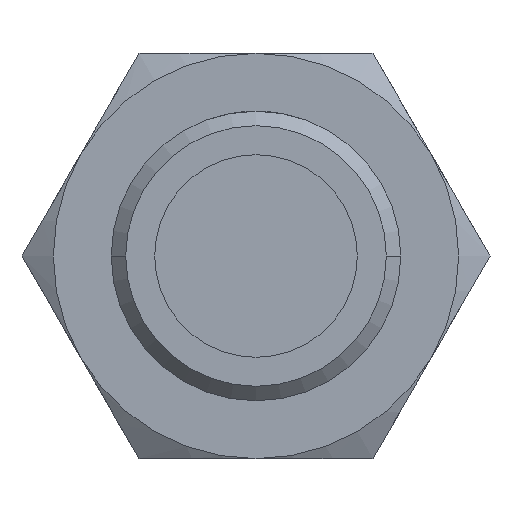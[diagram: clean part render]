
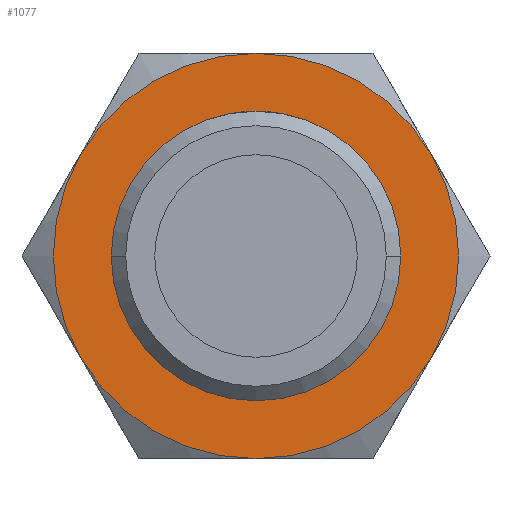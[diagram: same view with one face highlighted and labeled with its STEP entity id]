
A CAD part, front view. The second image highlights one B-rep face of the part: STEP entity #1077.
In plain terms, the highlighted planar face has unit normal (0, -1, 0).
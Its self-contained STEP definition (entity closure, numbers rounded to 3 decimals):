
#33=CARTESIAN_POINT('',(0.,-15.,0.));
#34=DIRECTION('',(0.,1.,0.));
#35=DIRECTION('',(-1.,0.,0.));
#36=AXIS2_PLACEMENT_3D('',#33,#34,#35);
#46=CARTESIAN_POINT('',(0.,-15.,0.));
#47=DIRECTION('',(0.,-1.,0.));
#48=DIRECTION('',(0.,0.,-1.));
#49=AXIS2_PLACEMENT_3D('',#46,#47,#48);
#51=CARTESIAN_POINT('',(0.,-15.,0.));
#52=DIRECTION('',(0.,-1.,0.));
#53=DIRECTION('',(-0.866,0.,-0.5));
#54=AXIS2_PLACEMENT_3D('',#51,#52,#53);
#56=CARTESIAN_POINT('',(0.,-15.,0.));
#57=DIRECTION('',(0.,-1.,0.));
#58=DIRECTION('',(0.,0.,1.));
#59=AXIS2_PLACEMENT_3D('',#56,#57,#58);
#61=CARTESIAN_POINT('',(0.,-15.,0.));
#62=DIRECTION('',(0.,-1.,0.));
#63=DIRECTION('',(0.866,0.,0.5));
#64=AXIS2_PLACEMENT_3D('',#61,#62,#63);
#66=CARTESIAN_POINT('',(0.,-15.,0.));
#67=DIRECTION('',(0.,-1.,0.));
#68=DIRECTION('',(0.866,0.,-0.5));
#69=AXIS2_PLACEMENT_3D('',#66,#67,#68);
#82=CARTESIAN_POINT('',(3.031,-15.,-1.75));
#106=CARTESIAN_POINT('',(0.,-15.,3.5));
#132=CARTESIAN_POINT('',(-3.031,-15.,1.75));
#158=CARTESIAN_POINT('',(-3.031,-15.,-1.75));
#171=CARTESIAN_POINT('',(0.,-15.,0.));
#172=DIRECTION('',(0.,-1.,0.));
#173=DIRECTION('',(-0.866,0.,0.5));
#174=AXIS2_PLACEMENT_3D('',#171,#172,#173);
#200=CARTESIAN_POINT('',(0.,-15.,-3.5));
#770=CARTESIAN_POINT('',(0.,-15.,0.));
#771=DIRECTION('',(0.,1.,0.));
#772=DIRECTION('',(1.,0.,0.));
#773=AXIS2_PLACEMENT_3D('',#770,#771,#772);
#994=VERTEX_POINT('',#82);
#997=VERTEX_POINT('',#158);
#999=VERTEX_POINT('',#106);
#1000=CARTESIAN_POINT('',(3.031,-15.,1.75));
#1001=VERTEX_POINT('',#1000);
#1003=VERTEX_POINT('',#132);
#1005=VERTEX_POINT('',#200);
#1016=CARTESIAN_POINT('',(-2.5,-15.,0.));
#1017=CARTESIAN_POINT('',(2.5,-15.,0.));
#1018=VERTEX_POINT('',#1016);
#1019=VERTEX_POINT('',#1017);
#1053=CARTESIAN_POINT('',(3.,-15.,0.));
#1054=DIRECTION('',(0.,-1.,0.));
#1055=DIRECTION('',(-1.,0.,0.));
#1056=AXIS2_PLACEMENT_3D('',#1053,#1054,#1055);
#1057=PLANE('',#1056);
#1059=ORIENTED_EDGE('',*,*,#1058,.F.);
#1061=ORIENTED_EDGE('',*,*,#1060,.F.);
#1063=ORIENTED_EDGE('',*,*,#1062,.F.);
#1065=ORIENTED_EDGE('',*,*,#1064,.F.);
#1067=ORIENTED_EDGE('',*,*,#1066,.F.);
#1069=ORIENTED_EDGE('',*,*,#1068,.F.);
#1070=EDGE_LOOP('',(#1059,#1061,#1063,#1065,#1067,#1069));
#1071=FACE_OUTER_BOUND('',#1070,.F.);
#1072=ORIENTED_EDGE('',*,*,#1029,.F.);
#1074=ORIENTED_EDGE('',*,*,#1073,.F.);
#1075=EDGE_LOOP('',(#1072,#1074));
#1076=FACE_BOUND('',#1075,.F.);
#1077=ADVANCED_FACE('',(#1071,#1076),#1057,.T.);
#37=CIRCLE('',#36,2.5);
#50=CIRCLE('',#49,3.5);
#55=CIRCLE('',#54,3.5);
#60=CIRCLE('',#59,3.5);
#65=CIRCLE('',#64,3.5);
#70=CIRCLE('',#69,3.5);
#175=CIRCLE('',#174,3.5);
#774=CIRCLE('',#773,2.5);
#1029=EDGE_CURVE('',#1018,#1019,#37,.T.);
#1058=EDGE_CURVE('',#994,#1001,#70,.T.);
#1060=EDGE_CURVE('',#1005,#994,#50,.T.);
#1062=EDGE_CURVE('',#997,#1005,#55,.T.);
#1064=EDGE_CURVE('',#1003,#997,#175,.T.);
#1066=EDGE_CURVE('',#999,#1003,#60,.T.);
#1068=EDGE_CURVE('',#1001,#999,#65,.T.);
#1073=EDGE_CURVE('',#1019,#1018,#774,.T.);
